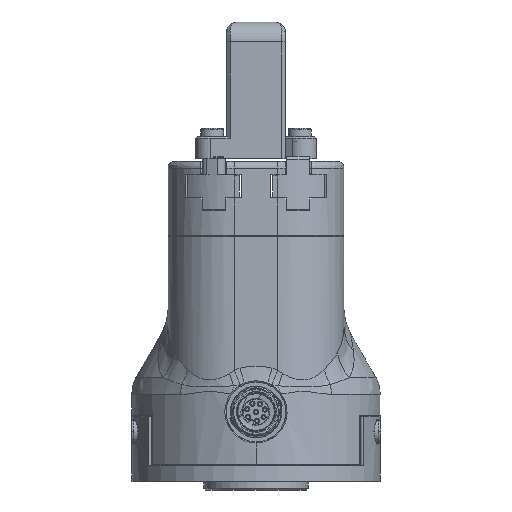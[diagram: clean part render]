
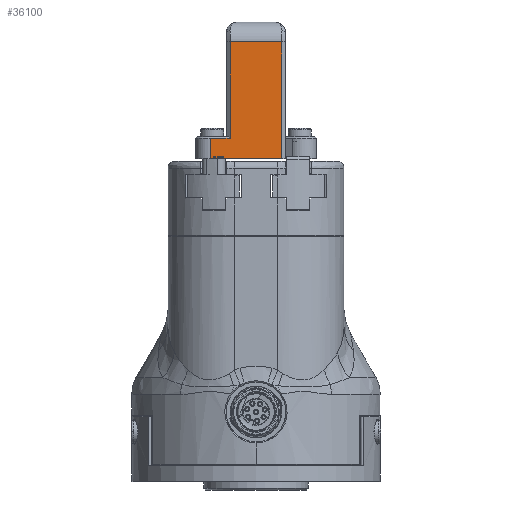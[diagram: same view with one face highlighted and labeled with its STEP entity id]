
A CAD part, front view. The second image highlights one B-rep face of the part: STEP entity #36100.
In plain terms, the highlighted face is planar.
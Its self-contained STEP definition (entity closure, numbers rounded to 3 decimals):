
#686 = LINE ( 'NONE', #21241, #55837 ) ;
#1414 = EDGE_LOOP ( 'NONE', ( #66407, #11008, #62628, #52812, #9755, #58313 ) ) ;
#1641 = LINE ( 'NONE', #6782, #50416 ) ;
#2693 = CARTESIAN_POINT ( 'NONE',  ( 10., 6., -21. ) ) ;
#5768 = LINE ( 'NONE', #9290, #6753 ) ;
#6753 = VECTOR ( 'NONE', #9614, 1000. ) ;
#6782 = CARTESIAN_POINT ( 'NONE',  ( 10., 34.5, 5. ) ) ;
#7434 = EDGE_CURVE ( 'NONE', #14264, #20111, #1641, .T. ) ;
#9290 = CARTESIAN_POINT ( 'NONE',  ( 10., 5.5, 5. ) ) ;
#9614 = DIRECTION ( 'NONE',  ( 0., 0., -1. ) ) ;
#9755 = ORIENTED_EDGE ( 'NONE', *, *, #27319, .F. ) ;
#10861 = PLANE ( 'NONE',  #26901 ) ;
#11008 = ORIENTED_EDGE ( 'NONE', *, *, #16504, .F. ) ;
#13359 = DIRECTION ( 'NONE',  ( 0., 1., 0. ) ) ;
#13634 = CARTESIAN_POINT ( 'NONE',  ( 10., -0.7, -21. ) ) ;
#14264 = VERTEX_POINT ( 'NONE', #39637 ) ;
#14639 = CARTESIAN_POINT ( 'NONE',  ( 10., 34.5, -21. ) ) ;
#15315 = FACE_OUTER_BOUND ( 'NONE', #1414, .T. ) ;
#16504 = EDGE_CURVE ( 'NONE', #48220, #57897, #686, .T. ) ;
#20111 = VERTEX_POINT ( 'NONE', #14639 ) ;
#20921 = CARTESIAN_POINT ( 'NONE',  ( 10., -0.7, 0.5 ) ) ;
#21241 = CARTESIAN_POINT ( 'NONE',  ( 10., -0.7, 5. ) ) ;
#22059 = EDGE_CURVE ( 'NONE', #20111, #48220, #56086, .T. ) ;
#23844 = DIRECTION ( 'NONE',  ( 0., 1., 0. ) ) ;
#26901 = AXIS2_PLACEMENT_3D ( 'NONE', #67641, #52928, #36523 ) ;
#27319 = EDGE_CURVE ( 'NONE', #36237, #14264, #38936, .T. ) ;
#27602 = CARTESIAN_POINT ( 'NONE',  ( 10., 6., -5.4 ) ) ;
#28135 = VECTOR ( 'NONE', #64978, 1000. ) ;
#29721 = VECTOR ( 'NONE', #13359, 1000. ) ;
#31754 = DIRECTION ( 'NONE',  ( 0., 0., -1. ) ) ;
#32047 = VECTOR ( 'NONE', #23844, 1000. ) ;
#32246 = EDGE_CURVE ( 'NONE', #57897, #49021, #45166, .T. ) ;
#36100 = ADVANCED_FACE ( 'NONE', ( #15315 ), #10861, .F. ) ;
#36237 = VERTEX_POINT ( 'NONE', #40198 ) ;
#36523 = DIRECTION ( 'NONE',  ( 0., 0., 1. ) ) ;
#36716 = CARTESIAN_POINT ( 'NONE',  ( 10., 5.5, 0.5 ) ) ;
#38936 = LINE ( 'NONE', #27602, #32047 ) ;
#39637 = CARTESIAN_POINT ( 'NONE',  ( 10., 34.5, -5.4 ) ) ;
#40198 = CARTESIAN_POINT ( 'NONE',  ( 10., 5.5, -5.4 ) ) ;
#45166 = LINE ( 'NONE', #55111, #29721 ) ;
#48220 = VERTEX_POINT ( 'NONE', #13634 ) ;
#49021 = VERTEX_POINT ( 'NONE', #36716 ) ;
#50386 = EDGE_CURVE ( 'NONE', #49021, #36237, #5768, .T. ) ;
#50416 = VECTOR ( 'NONE', #31754, 1000. ) ;
#52713 = DIRECTION ( 'NONE',  ( 0., 0., 1. ) ) ;
#52812 = ORIENTED_EDGE ( 'NONE', *, *, #7434, .F. ) ;
#52928 = DIRECTION ( 'NONE',  ( -1., 0., 0. ) ) ;
#55111 = CARTESIAN_POINT ( 'NONE',  ( 10., 6., 0.5 ) ) ;
#55837 = VECTOR ( 'NONE', #52713, 1000. ) ;
#56086 = LINE ( 'NONE', #2693, #28135 ) ;
#57897 = VERTEX_POINT ( 'NONE', #20921 ) ;
#58313 = ORIENTED_EDGE ( 'NONE', *, *, #50386, .F. ) ;
#62628 = ORIENTED_EDGE ( 'NONE', *, *, #22059, .F. ) ;
#64978 = DIRECTION ( 'NONE',  ( 0., -1., 0. ) ) ;
#66407 = ORIENTED_EDGE ( 'NONE', *, *, #32246, .F. ) ;
#67641 = CARTESIAN_POINT ( 'NONE',  ( 10., 6., 5. ) ) ;
